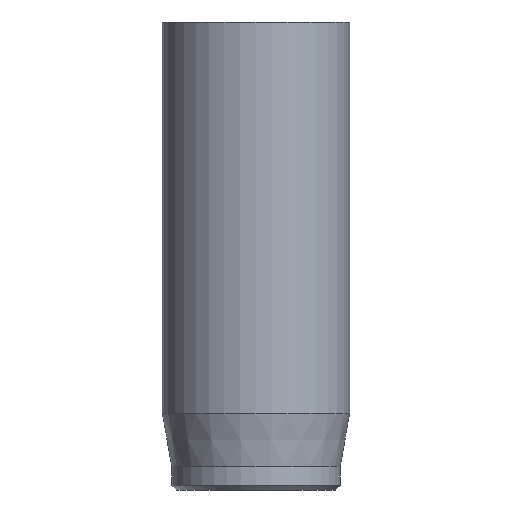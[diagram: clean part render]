
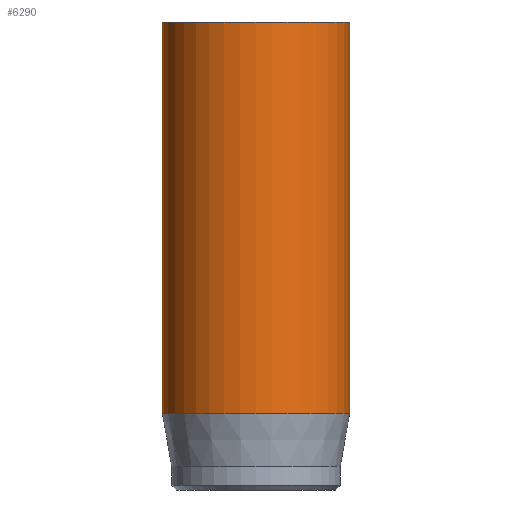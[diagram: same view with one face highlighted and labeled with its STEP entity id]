
A CAD part, front view. The second image highlights one B-rep face of the part: STEP entity #6290.
In plain terms, the highlighted cylindrical face has radius 4 mm (diameter 8 mm), a full revolution.
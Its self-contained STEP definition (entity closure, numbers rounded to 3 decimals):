
#34=CYLINDRICAL_SURFACE('',#6529,4.);
#52=CIRCLE('',#6496,4.);
#68=CIRCLE('',#6527,4.);
#69=CIRCLE('',#6528,4.);
#519=FACE_OUTER_BOUND('',#888,.T.);
#888=EDGE_LOOP('',(#5471,#5472,#5473,#5474,#5475));
#1357=LINE('',#11427,#1839);
#1839=VECTOR('',#7237,4.);
#2844=VERTEX_POINT('',#11366);
#2860=VERTEX_POINT('',#11421);
#2861=VERTEX_POINT('',#11422);
#3724=EDGE_CURVE('',#2844,#2844,#52,.T.);
#3748=EDGE_CURVE('',#2860,#2861,#68,.T.);
#3749=EDGE_CURVE('',#2861,#2860,#69,.T.);
#3751=EDGE_CURVE('',#2844,#2860,#1357,.T.);
#5471=ORIENTED_EDGE('',*,*,#3724,.T.);
#5472=ORIENTED_EDGE('',*,*,#3751,.T.);
#5473=ORIENTED_EDGE('',*,*,#3748,.T.);
#5474=ORIENTED_EDGE('',*,*,#3749,.T.);
#5475=ORIENTED_EDGE('',*,*,#3751,.F.);
#6290=ADVANCED_FACE('',(#519),#34,.T.);
#6496=AXIS2_PLACEMENT_3D('',#11367,#7160,#7161);
#6527=AXIS2_PLACEMENT_3D('',#11423,#7230,#7231);
#6528=AXIS2_PLACEMENT_3D('',#11424,#7232,#7233);
#6529=AXIS2_PLACEMENT_3D('',#11426,#7235,#7236);
#7160=DIRECTION('center_axis',(0.,0.,-1.));
#7161=DIRECTION('ref_axis',(-1.,0.,0.));
#7230=DIRECTION('center_axis',(0.,0.,1.));
#7231=DIRECTION('ref_axis',(-1.,0.,0.));
#7232=DIRECTION('center_axis',(0.,0.,1.));
#7233=DIRECTION('ref_axis',(-1.,0.,0.));
#7235=DIRECTION('center_axis',(0.,0.,1.));
#7236=DIRECTION('ref_axis',(-1.,0.,0.));
#7237=DIRECTION('',(0.,0.,-1.));
#11366=CARTESIAN_POINT('',(4.,0.,20.));
#11367=CARTESIAN_POINT('Origin',(0.,0.,20.));
#11421=CARTESIAN_POINT('',(4.,0.,3.269));
#11422=CARTESIAN_POINT('',(-4.,0.,3.269));
#11423=CARTESIAN_POINT('Origin',(0.,0.,3.269));
#11424=CARTESIAN_POINT('Origin',(0.,0.,3.269));
#11426=CARTESIAN_POINT('Origin',(0.,0.,0.));
#11427=CARTESIAN_POINT('',(4.,0.,0.));
